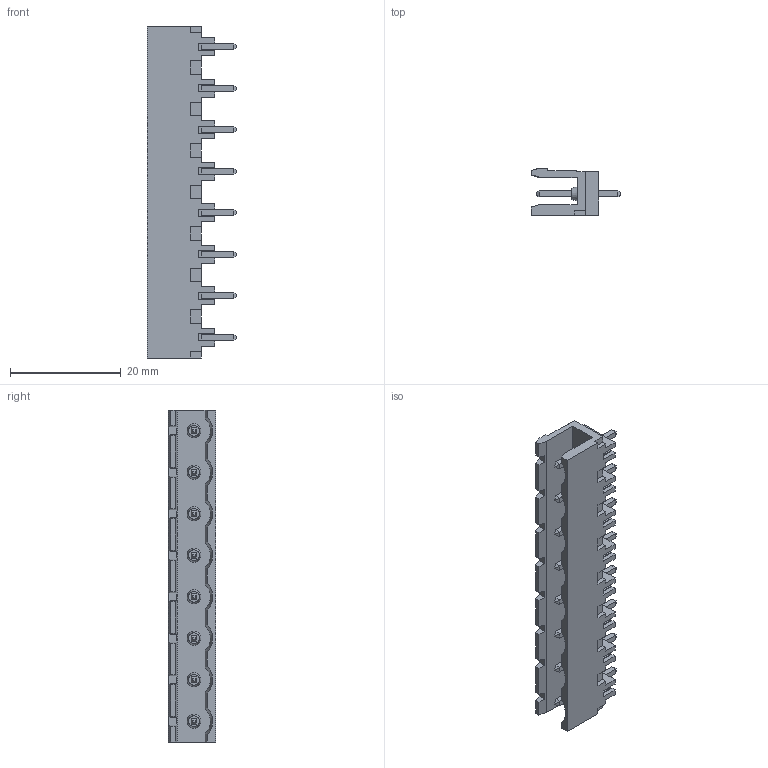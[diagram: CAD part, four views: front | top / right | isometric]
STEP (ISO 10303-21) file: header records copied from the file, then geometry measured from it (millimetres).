
FILE_DESCRIPTION(('STEP AP214'),'1');
FILE_NAME('PV08-7,5-V.stp','2021-01-27T10:20:45',(' '),(' '),'Spatial InterOp 3D',' ',' ');
FILE_SCHEMA(('AUTOMOTIVE_DESIGN { 1 0 10303 214 1 1 1 1 }'));
Length unit declared in the file: metre
Products named in the file (1): 1611742776
Bounding box: 16.2 x 8.5 x 60 mm (x, y, z)
Volume: 2439.5 mm3; surface area: 4450.6 mm2
Topology: 1 solids, 1 shells, 511 faces, 1339 edges, 858 vertices
Faces by surface type: plane 480, cone 16, cylinder 14, extrusion 1
Entity records: 19345 total; most frequent: CARTESIAN_POINT 2751, ORIENTED_EDGE 2646, DIRECTION 2380, EDGE_CURVE 1323, VECTOR 1254, LINE 1253, VERTEX_POINT 850, AXIS2_PLACEMENT_3D 563
